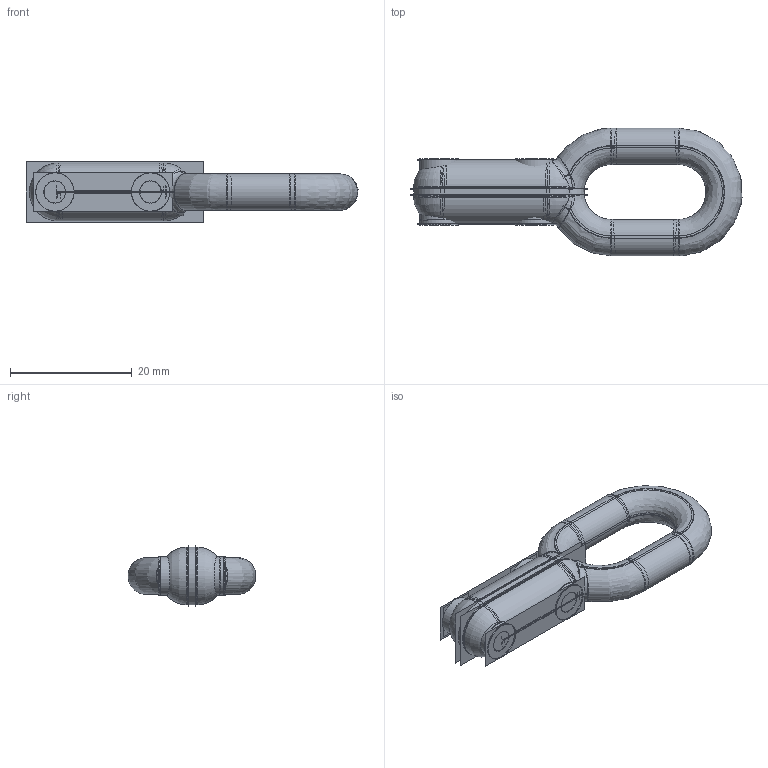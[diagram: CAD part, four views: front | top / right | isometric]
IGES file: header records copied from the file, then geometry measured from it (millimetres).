
Start section:  PTC IGES file: a-249.igs
Global section: file name: a-249.igs; native system: Creo Parametric by PTC Inc.; preprocessor: 2021284; author: Student; organization: Unknown; date: 20211206.113631; units: millimetre
Bounding box: 54.49 x 21 x 9.88 mm (x, y, z)
Surface area: 7558.2 mm2 (no closed solid volume)
Topology: 0 solids, 0 shells, 188 faces, 2556 edges, 3368 vertices
Faces by surface type: revolution 128, bspline 60
